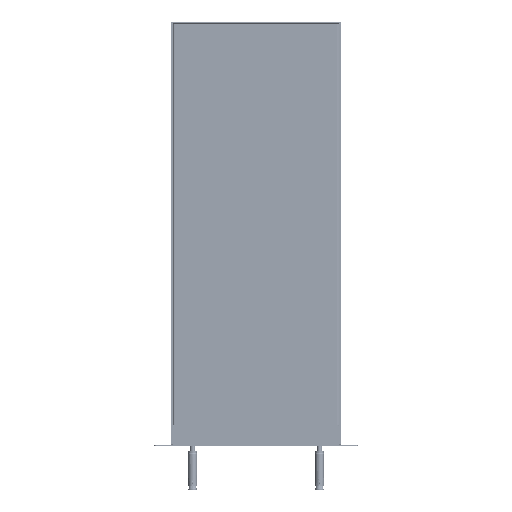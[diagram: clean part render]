
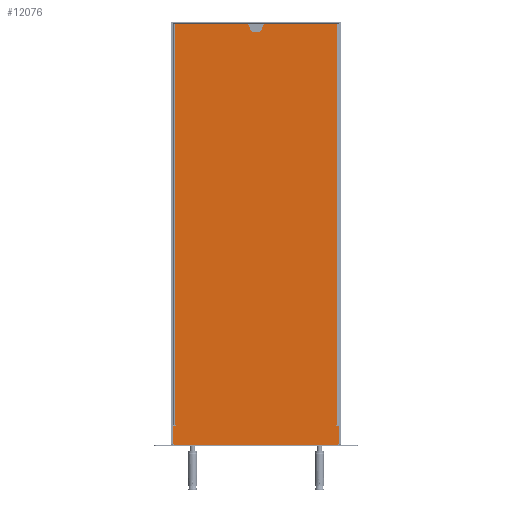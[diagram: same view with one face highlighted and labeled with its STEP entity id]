
A CAD part, top view. The second image highlights one B-rep face of the part: STEP entity #12076.
In plain terms, the highlighted planar face has unit normal (0, 0, 1).
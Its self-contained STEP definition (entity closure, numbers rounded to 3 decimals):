
#12076=ADVANCED_FACE('',(#17846),#17847,.T.);
#17846=FACE_OUTER_BOUND('',#24027,.T.);
#17847=PLANE('',#24028);
#24027=EDGE_LOOP('',(#31448,#31449,#31450,#31451,#31452,#31453,#31454,#31455,#31456,#31457,#31458,#31459,#31460,#31461,#31462,#31463,#31464,#31465,#31466,#31467,#31468,#31469,#31470,#31471));
#24028=AXIS2_PLACEMENT_3D('',#31472,#31473,#31474);
#31448=ORIENTED_EDGE('',*,*,#45063,.T.);
#31449=ORIENTED_EDGE('',*,*,#45064,.T.);
#31450=ORIENTED_EDGE('',*,*,#45065,.T.);
#31451=ORIENTED_EDGE('',*,*,#45066,.T.);
#31452=ORIENTED_EDGE('',*,*,#45067,.T.);
#31453=ORIENTED_EDGE('',*,*,#45068,.T.);
#31454=ORIENTED_EDGE('',*,*,#45069,.T.);
#31455=ORIENTED_EDGE('',*,*,#45070,.T.);
#31456=ORIENTED_EDGE('',*,*,#45071,.T.);
#31457=ORIENTED_EDGE('',*,*,#45072,.T.);
#31458=ORIENTED_EDGE('',*,*,#45073,.T.);
#31459=ORIENTED_EDGE('',*,*,#45074,.T.);
#31460=ORIENTED_EDGE('',*,*,#45075,.T.);
#31461=ORIENTED_EDGE('',*,*,#45076,.T.);
#31462=ORIENTED_EDGE('',*,*,#45077,.T.);
#31463=ORIENTED_EDGE('',*,*,#45078,.T.);
#31464=ORIENTED_EDGE('',*,*,#45079,.T.);
#31465=ORIENTED_EDGE('',*,*,#45080,.T.);
#31466=ORIENTED_EDGE('',*,*,#45081,.T.);
#31467=ORIENTED_EDGE('',*,*,#45082,.T.);
#31468=ORIENTED_EDGE('',*,*,#45083,.T.);
#31469=ORIENTED_EDGE('',*,*,#45084,.T.);
#31470=ORIENTED_EDGE('',*,*,#45085,.F.);
#31471=ORIENTED_EDGE('',*,*,#45086,.T.);
#31472=CARTESIAN_POINT('',(0.0,0.0,24.0));
#31473=DIRECTION('',(0.0,0.0,1.0));
#31474=DIRECTION('',(1.0,0.0,0.0));
#45063=EDGE_CURVE('',#51006,#51007,#51008,.F.);
#45064=EDGE_CURVE('',#51007,#51009,#51010,.F.);
#45065=EDGE_CURVE('',#51009,#51011,#51012,.T.);
#45066=EDGE_CURVE('',#51011,#51013,#51014,.T.);
#45067=EDGE_CURVE('',#51013,#51015,#51016,.T.);
#45068=EDGE_CURVE('',#51015,#51017,#51018,.T.);
#45069=EDGE_CURVE('',#51017,#51019,#51020,.T.);
#45070=EDGE_CURVE('',#51019,#51021,#51022,.T.);
#45071=EDGE_CURVE('',#51021,#51023,#51024,.T.);
#45072=EDGE_CURVE('',#51023,#51025,#51026,.T.);
#45073=EDGE_CURVE('',#51025,#51027,#51028,.T.);
#45074=EDGE_CURVE('',#51027,#51029,#51030,.F.);
#45075=EDGE_CURVE('',#51029,#51031,#51032,.F.);
#45076=EDGE_CURVE('',#51031,#51033,#51034,.T.);
#45077=EDGE_CURVE('',#51033,#51035,#51036,.F.);
#45078=EDGE_CURVE('',#51035,#51037,#51038,.T.);
#45079=EDGE_CURVE('',#51037,#51039,#51040,.T.);
#45080=EDGE_CURVE('',#51039,#51041,#51042,.F.);
#45081=EDGE_CURVE('',#51041,#51043,#51044,.T.);
#45082=EDGE_CURVE('',#51043,#51045,#51046,.F.);
#45083=EDGE_CURVE('',#51045,#51047,#51048,.T.);
#45084=EDGE_CURVE('',#51047,#51049,#51050,.T.);
#45085=EDGE_CURVE('',#51051,#51049,#51052,.T.);
#45086=EDGE_CURVE('',#51051,#51006,#51053,.T.);
#51006=VERTEX_POINT('',#59823);
#51007=VERTEX_POINT('',#59824);
#51008=CIRCLE('',#59825,0.5);
#51009=VERTEX_POINT('',#59826);
#51010=CIRCLE('',#59827,0.5);
#51011=VERTEX_POINT('',#59828);
#51012=LINE('',#59829,#59830);
#51013=VERTEX_POINT('',#59831);
#51014=CIRCLE('',#59832,2.0);
#51015=VERTEX_POINT('',#59833);
#51016=LINE('',#59834,#59835);
#51017=VERTEX_POINT('',#59836);
#51018=CIRCLE('',#59837,2.0);
#51019=VERTEX_POINT('',#59838);
#51020=LINE('',#59839,#59840);
#51021=VERTEX_POINT('',#59841);
#51022=CIRCLE('',#59842,2.0);
#51023=VERTEX_POINT('',#59843);
#51024=LINE('',#59844,#59845);
#51025=VERTEX_POINT('',#59846);
#51026=CIRCLE('',#59847,2.0);
#51027=VERTEX_POINT('',#59848);
#51028=LINE('',#59849,#59850);
#51029=VERTEX_POINT('',#59851);
#51030=CIRCLE('',#59852,0.5);
#51031=VERTEX_POINT('',#59853);
#51032=CIRCLE('',#59854,0.5);
#51033=VERTEX_POINT('',#59855);
#51034=LINE('',#59856,#59857);
#51035=VERTEX_POINT('',#59858);
#51036=LINE('',#59859,#59860);
#51037=VERTEX_POINT('',#59861);
#51038=LINE('',#59862,#59863);
#51039=VERTEX_POINT('',#59864);
#51040=CIRCLE('',#59865,5.0);
#51041=VERTEX_POINT('',#59866);
#51042=CIRCLE('',#59867,5.0);
#51043=VERTEX_POINT('',#59868);
#51044=LINE('',#59869,#59870);
#51045=VERTEX_POINT('',#59871);
#51046=CIRCLE('',#59872,5.0);
#51047=VERTEX_POINT('',#59873);
#51048=CIRCLE('',#59874,5.0);
#51049=VERTEX_POINT('',#59875);
#51050=LINE('',#59876,#59877);
#51051=VERTEX_POINT('',#59878);
#51052=LINE('',#59879,#59880);
#51053=LINE('',#59881,#59882);
#59823=CARTESIAN_POINT('',(-95.5,-226.0,24.0));
#59824=CARTESIAN_POINT('',(-95.0,-226.5,24.0));
#59825=AXIS2_PLACEMENT_3D('',#78012,#78013,#78014);
#59826=CARTESIAN_POINT('',(-95.5,-227.0,24.0));
#59827=AXIS2_PLACEMENT_3D('',#78015,#78016,#78017);
#59828=CARTESIAN_POINT('',(-96.0,-227.0,24.0));
#59829=CARTESIAN_POINT('',(0.,-227.0,24.0));
#59830=VECTOR('',#78018,1.0);
#59831=CARTESIAN_POINT('',(-98.0,-229.0,24.0));
#59832=AXIS2_PLACEMENT_3D('',#78019,#78020,#78021);
#59833=CARTESIAN_POINT('',(-98.0,-247.5,24.0));
#59834=CARTESIAN_POINT('',(-98.0,-0.75,24.0));
#59835=VECTOR('',#78022,1.0);
#59836=CARTESIAN_POINT('',(-96.0,-249.5,24.0));
#59837=AXIS2_PLACEMENT_3D('',#78023,#78024,#78025);
#59838=CARTESIAN_POINT('',(96.0,-249.5,24.0));
#59839=CARTESIAN_POINT('',(0.0,-249.5,24.0));
#59840=VECTOR('',#78026,1.0);
#59841=CARTESIAN_POINT('',(98.0,-247.5,24.0));
#59842=AXIS2_PLACEMENT_3D('',#78027,#78028,#78029);
#59843=CARTESIAN_POINT('',(98.0,-229.0,24.0));
#59844=CARTESIAN_POINT('',(98.0,-0.75,24.0));
#59845=VECTOR('',#78030,1.0);
#59846=CARTESIAN_POINT('',(96.0,-227.0,24.0));
#59847=AXIS2_PLACEMENT_3D('',#78031,#78032,#78033);
#59848=CARTESIAN_POINT('',(95.5,-227.0,24.0));
#59849=CARTESIAN_POINT('',(0.0,-227.0,24.0));
#59850=VECTOR('',#78034,1.0);
#59851=CARTESIAN_POINT('',(95.0,-226.5,24.0));
#59852=AXIS2_PLACEMENT_3D('',#78035,#78036,#78037);
#59853=CARTESIAN_POINT('',(95.5,-226.0,24.0));
#59854=AXIS2_PLACEMENT_3D('',#78038,#78039,#78040);
#59855=CARTESIAN_POINT('',(96.0,-226.0,24.0));
#59856=CARTESIAN_POINT('',(0.0,-226.0,24.0));
#59857=VECTOR('',#78041,1.0);
#59858=CARTESIAN_POINT('',(96.0,248.0,24.0));
#59859=CARTESIAN_POINT('',(96.0,11.0,24.0));
#59860=VECTOR('',#78042,1.0);
#59861=CARTESIAN_POINT('',(12.5,248.0,24.0));
#59862=CARTESIAN_POINT('',(0.0,248.0,24.0));
#59863=VECTOR('',#78043,1.0);
#59864=CARTESIAN_POINT('',(7.5,243.0,24.0));
#59865=AXIS2_PLACEMENT_3D('',#78044,#78045,#78046);
#59866=CARTESIAN_POINT('',(2.5,238.0,24.0));
#59867=AXIS2_PLACEMENT_3D('',#78047,#78048,#78049);
#59868=CARTESIAN_POINT('',(-2.5,238.0,24.0));
#59869=CARTESIAN_POINT('',(0.,238.0,24.0));
#59870=VECTOR('',#78050,1.0);
#59871=CARTESIAN_POINT('',(-7.5,243.0,24.0));
#59872=AXIS2_PLACEMENT_3D('',#78051,#78052,#78053);
#59873=CARTESIAN_POINT('',(-12.5,248.0,24.0));
#59874=AXIS2_PLACEMENT_3D('',#78054,#78055,#78056);
#59875=CARTESIAN_POINT('',(-96.0,248.0,24.0));
#59876=CARTESIAN_POINT('',(0.0,248.0,24.0));
#59877=VECTOR('',#78057,1.0);
#59878=CARTESIAN_POINT('',(-96.0,-226.0,24.0));
#59879=CARTESIAN_POINT('',(-96.0,248.0,24.0));
#59880=VECTOR('',#78058,1.0);
#59881=CARTESIAN_POINT('',(0.,-226.0,24.0));
#59882=VECTOR('',#78059,1.0);
#78012=CARTESIAN_POINT('',(-95.5,-226.5,24.0));
#78013=DIRECTION('',(0.0,0.0,1.0));
#78014=DIRECTION('',(1.0,0.0,0.0));
#78015=CARTESIAN_POINT('',(-95.5,-226.5,24.0));
#78016=DIRECTION('',(0.0,0.0,1.0));
#78017=DIRECTION('',(1.0,0.0,0.0));
#78018=DIRECTION('',(-1.0,0.,0.0));
#78019=CARTESIAN_POINT('',(-96.0,-229.0,24.0));
#78020=DIRECTION('',(0.0,0.0,1.0));
#78021=DIRECTION('',(1.0,0.0,0.0));
#78022=DIRECTION('',(0.,-1.0,0.0));
#78023=CARTESIAN_POINT('',(-96.0,-247.5,24.0));
#78024=DIRECTION('',(0.0,0.0,1.0));
#78025=DIRECTION('',(1.0,0.0,0.0));
#78026=DIRECTION('',(1.0,0.0,0.0));
#78027=CARTESIAN_POINT('',(96.0,-247.5,24.0));
#78028=DIRECTION('',(0.0,0.0,1.0));
#78029=DIRECTION('',(1.0,0.0,0.0));
#78030=DIRECTION('',(0.,1.0,0.0));
#78031=CARTESIAN_POINT('',(96.0,-229.0,24.0));
#78032=DIRECTION('',(0.0,0.0,1.0));
#78033=DIRECTION('',(1.0,0.0,0.0));
#78034=DIRECTION('',(-1.0,0.0,0.0));
#78035=CARTESIAN_POINT('',(95.5,-226.5,24.0));
#78036=DIRECTION('',(0.0,0.0,1.0));
#78037=DIRECTION('',(1.0,0.0,0.0));
#78038=CARTESIAN_POINT('',(95.5,-226.5,24.0));
#78039=DIRECTION('',(0.0,0.0,1.0));
#78040=DIRECTION('',(1.0,0.0,0.0));
#78041=DIRECTION('',(1.0,0.0,0.0));
#78042=DIRECTION('',(0.0,-1.0,0.0));
#78043=DIRECTION('',(-1.0,0.,0.0));
#78044=CARTESIAN_POINT('',(12.5,243.0,24.0));
#78045=DIRECTION('',(0.0,0.0,1.0));
#78046=DIRECTION('',(1.0,0.0,0.0));
#78047=CARTESIAN_POINT('',(2.5,243.0,24.0));
#78048=DIRECTION('',(0.0,0.0,1.0));
#78049=DIRECTION('',(1.0,0.0,0.0));
#78050=DIRECTION('',(-1.0,0.,0.0));
#78051=CARTESIAN_POINT('',(-2.5,243.0,24.0));
#78052=DIRECTION('',(0.0,0.0,1.0));
#78053=DIRECTION('',(1.0,0.0,0.0));
#78054=CARTESIAN_POINT('',(-12.5,243.0,24.0));
#78055=DIRECTION('',(0.0,0.0,1.0));
#78056=DIRECTION('',(1.0,0.0,0.0));
#78057=DIRECTION('',(-1.0,0.,0.0));
#78058=DIRECTION('',(0.,1.0,0.0));
#78059=DIRECTION('',(1.0,0.,0.0));
